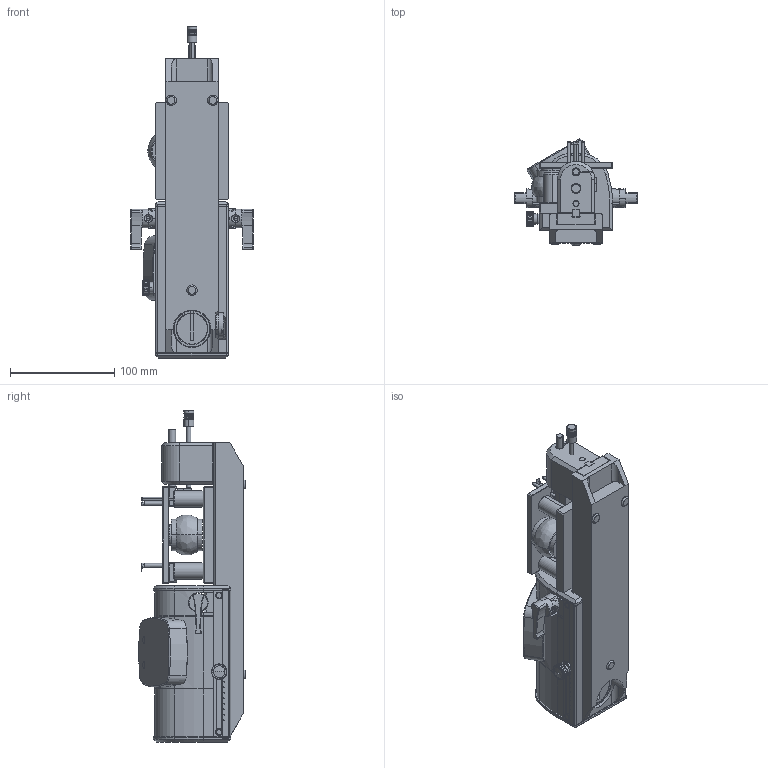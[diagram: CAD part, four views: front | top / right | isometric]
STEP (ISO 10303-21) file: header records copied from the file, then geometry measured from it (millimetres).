
FILE_DESCRIPTION((''),'2;1');
FILE_NAME('PS16_005_001_50_LV_SW0001','2021-04-29T15:57:43',('maj'),('Sylvac SA'),'CREO PARAMETRIC BY PTC INC, 2017380','CREO PARAMETRIC BY PTC INC, 2017380','');
FILE_SCHEMA(('CONFIG_CONTROL_DESIGN'));
Length unit declared in the file: millimetre
Products named in the file (1): PS16_005_001_50_LV_SW0001
Bounding box: 117.6 x 101.9 x 318.3 mm (x, y, z)
Surface area: 151494.8 mm2 (no closed solid volume)
Topology: 0 solids, 94 shells, 495 faces, 1834 edges, 1372 vertices
Faces by surface type: plane 221, cylinder 152, cone 57, torus 27, bspline 20, sphere 18
Entity records: 21732 total; most frequent: CARTESIAN_POINT 6768, DIRECTION 3200, ORIENTED_EDGE 2608, EDGE_CURVE 1824, VERTEX_POINT 1372, AXIS2_PLACEMENT_3D 1133, VECTOR 934, LINE 934
